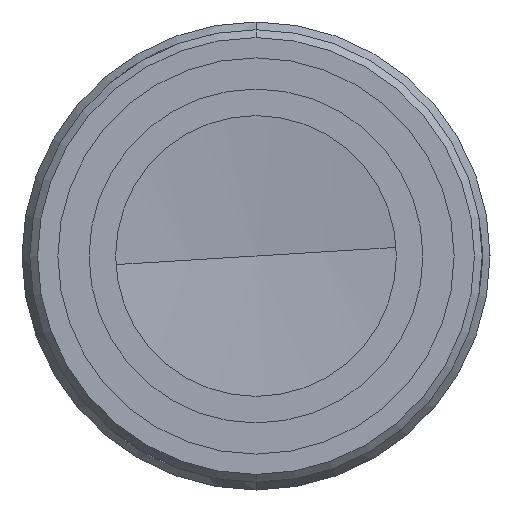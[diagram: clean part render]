
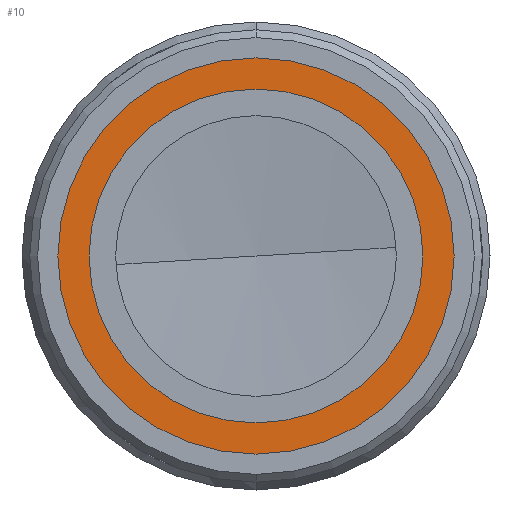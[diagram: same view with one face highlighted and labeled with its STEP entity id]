
A CAD part, front view. The second image highlights one B-rep face of the part: STEP entity #10.
In plain terms, the highlighted planar face has unit normal (0, -1, 0).
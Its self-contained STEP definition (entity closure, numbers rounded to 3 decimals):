
#10 = ADVANCED_FACE ( 'NONE', ( #1089, #1813 ), #84, .F. ) ;
#75 = EDGE_LOOP ( 'NONE', ( #1650, #284 ) ) ;
#84 = PLANE ( 'NONE',  #336 ) ;
#149 = DIRECTION ( 'NONE',  ( 0., 0., 1. ) ) ;
#284 = ORIENTED_EDGE ( 'NONE', *, *, #1532, .T. ) ;
#336 = AXIS2_PLACEMENT_3D ( 'NONE', #1500, #1081, #1354 ) ;
#369 = VERTEX_POINT ( 'NONE', #652 ) ;
#427 = EDGE_CURVE ( 'NONE', #1230, #1583, #643, .T. ) ;
#570 = DIRECTION ( 'NONE',  ( 0., 0., 1. ) ) ;
#576 = DIRECTION ( 'NONE',  ( 0., 0., 1. ) ) ;
#630 = DIRECTION ( 'NONE',  ( 0., 1., 0. ) ) ;
#643 = CIRCLE ( 'NONE', #1409, 10.7 ) ;
#652 = CARTESIAN_POINT ( 'NONE',  ( 0., -224.23, 12.7 ) ) ;
#675 = DIRECTION ( 'NONE',  ( 0., 1., 0. ) ) ;
#685 = CARTESIAN_POINT ( 'NONE',  ( 0., -224.23, 0. ) ) ;
#710 = VERTEX_POINT ( 'NONE', #1004 ) ;
#736 = CARTESIAN_POINT ( 'NONE',  ( 0., -224.23, 0. ) ) ;
#778 = EDGE_CURVE ( 'NONE', #369, #710, #1582, .T. ) ;
#861 = ORIENTED_EDGE ( 'NONE', *, *, #1120, .F. ) ;
#981 = CIRCLE ( 'NONE', #1439, 12.7 ) ;
#998 = CARTESIAN_POINT ( 'NONE',  ( 0., -224.23, 10.7 ) ) ;
#1004 = CARTESIAN_POINT ( 'NONE',  ( 0., -224.23, -12.7 ) ) ;
#1007 = CARTESIAN_POINT ( 'NONE',  ( 0., -224.23, -10.7 ) ) ;
#1081 = DIRECTION ( 'NONE',  ( 0., 1., 0. ) ) ;
#1089 = FACE_OUTER_BOUND ( 'NONE', #1732, .T. ) ;
#1097 = DIRECTION ( 'NONE',  ( 0., 0., 1. ) ) ;
#1120 = EDGE_CURVE ( 'NONE', #710, #369, #981, .T. ) ;
#1136 = ORIENTED_EDGE ( 'NONE', *, *, #778, .F. ) ;
#1141 = DIRECTION ( 'NONE',  ( 0., 1., 0. ) ) ;
#1148 = CARTESIAN_POINT ( 'NONE',  ( 0., -224.23, 0. ) ) ;
#1230 = VERTEX_POINT ( 'NONE', #998 ) ;
#1234 = AXIS2_PLACEMENT_3D ( 'NONE', #685, #675, #570 ) ;
#1305 = CIRCLE ( 'NONE', #1707, 10.7 ) ;
#1354 = DIRECTION ( 'NONE',  ( 0., 0., 1. ) ) ;
#1409 = AXIS2_PLACEMENT_3D ( 'NONE', #736, #630, #576 ) ;
#1439 = AXIS2_PLACEMENT_3D ( 'NONE', #1738, #1581, #149 ) ;
#1500 = CARTESIAN_POINT ( 'NONE',  ( 12.7, -224.23, 0. ) ) ;
#1532 = EDGE_CURVE ( 'NONE', #1583, #1230, #1305, .T. ) ;
#1581 = DIRECTION ( 'NONE',  ( 0., 1., 0. ) ) ;
#1582 = CIRCLE ( 'NONE', #1234, 12.7 ) ;
#1583 = VERTEX_POINT ( 'NONE', #1007 ) ;
#1650 = ORIENTED_EDGE ( 'NONE', *, *, #427, .T. ) ;
#1707 = AXIS2_PLACEMENT_3D ( 'NONE', #1148, #1141, #1097 ) ;
#1732 = EDGE_LOOP ( 'NONE', ( #1136, #861 ) ) ;
#1738 = CARTESIAN_POINT ( 'NONE',  ( 0., -224.23, 0. ) ) ;
#1813 = FACE_BOUND ( 'NONE', #75, .T. ) ;
